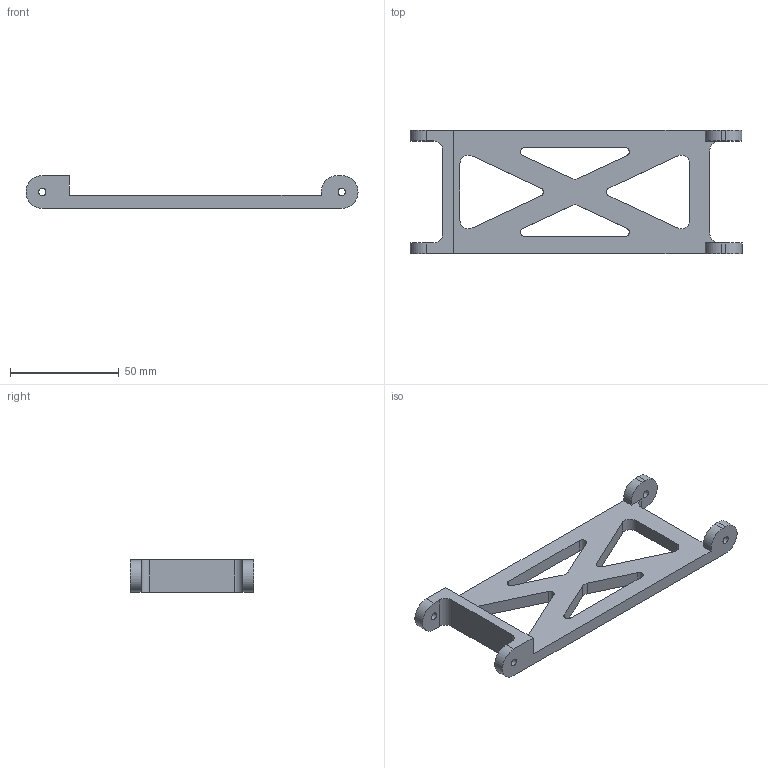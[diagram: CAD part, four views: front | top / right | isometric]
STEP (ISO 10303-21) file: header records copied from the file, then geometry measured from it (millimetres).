
FILE_DESCRIPTION(/* description */ (''),/* implementation_level */ '2;1');
FILE_NAME(/* name */ 'NUC enclosure cap v13.step',/* time_stamp */ '2024-03-23T17:24:14-04:00',/* author */ (''),/* organization */ (''),/* preprocessor_version */ 'ST-DEVELOPER v20',/* originating_system */ 'Autodesk Translation Framework v12.20.1.177',/* authorisation */ '');
FILE_SCHEMA (('AUTOMOTIVE_DESIGN { 1 0 10303 214 3 1 1 }'));
Length unit declared in the file: millimetre
Products named in the file (1): NUC enclosure cap
Bounding box: 153 x 57 x 15 mm (x, y, z)
Volume: 33991.9 mm3; surface area: 17455.5 mm2
Topology: 1 solids, 1 shells, 54 faces, 156 edges, 104 vertices
Faces by surface type: plane 28, cylinder 26
Full cylindrical faces by diameter (mm): 3.4 x4
Entity records: 1857 total; most frequent: DIRECTION 318, CARTESIAN_POINT 315, ORIENTED_EDGE 312, EDGE_CURVE 156, AXIS2_PLACEMENT_3D 107, LINE 104, VECTOR 104, VERTEX_POINT 104
